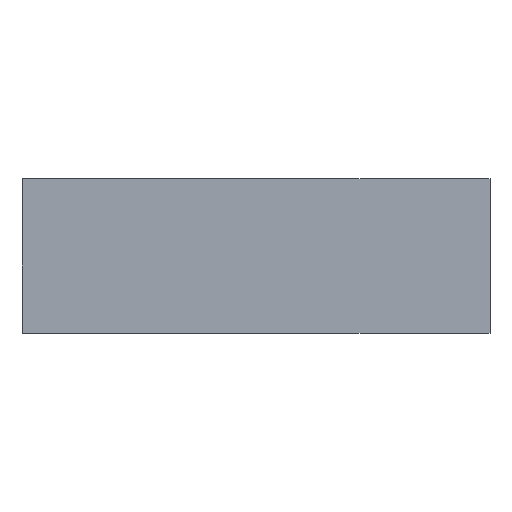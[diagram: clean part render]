
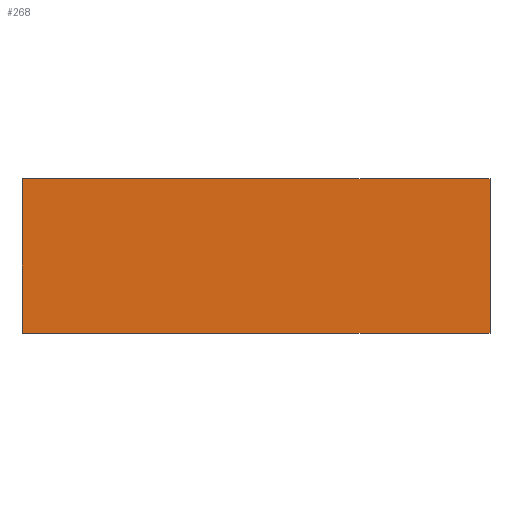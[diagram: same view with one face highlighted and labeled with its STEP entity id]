
A CAD part, top view. The second image highlights one B-rep face of the part: STEP entity #268.
In plain terms, the highlighted planar face has unit normal (0, 0, 1).
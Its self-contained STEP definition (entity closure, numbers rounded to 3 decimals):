
#77=DIRECTION('',(1.,0.,0.));
#78=VECTOR('',#77,206.);
#79=CARTESIAN_POINT('',(-103.,-34.,5.));
#80=LINE('',#79,#78);
#81=DIRECTION('',(0.,-1.,0.));
#82=VECTOR('',#81,68.);
#83=CARTESIAN_POINT('',(-103.,34.,5.));
#84=LINE('',#83,#82);
#85=DIRECTION('',(-1.,0.,0.));
#86=VECTOR('',#85,206.);
#87=CARTESIAN_POINT('',(103.,34.,5.));
#88=LINE('',#87,#86);
#89=DIRECTION('',(0.,1.,0.));
#90=VECTOR('',#89,68.);
#91=CARTESIAN_POINT('',(103.,-34.,5.));
#92=LINE('',#91,#90);
#105=CARTESIAN_POINT('',(-103.,-34.,5.));
#106=CARTESIAN_POINT('',(103.,-34.,5.));
#107=VERTEX_POINT('',#105);
#108=VERTEX_POINT('',#106);
#109=CARTESIAN_POINT('',(103.,34.,5.));
#110=VERTEX_POINT('',#109);
#111=CARTESIAN_POINT('',(-103.,34.,5.));
#112=VERTEX_POINT('',#111);
#256=CARTESIAN_POINT('',(0.,0.,5.));
#257=DIRECTION('',(0.,0.,1.));
#258=DIRECTION('',(1.,0.,0.));
#259=AXIS2_PLACEMENT_3D('',#256,#257,#258);
#260=PLANE('',#259);
#261=ORIENTED_EDGE('',*,*,#224,.F.);
#262=ORIENTED_EDGE('',*,*,#250,.F.);
#263=ORIENTED_EDGE('',*,*,#190,.F.);
#265=ORIENTED_EDGE('',*,*,#264,.F.);
#266=EDGE_LOOP('',(#261,#262,#263,#265));
#267=FACE_OUTER_BOUND('',#266,.F.);
#268=ADVANCED_FACE('',(#267),#260,.T.);
#190=EDGE_CURVE('',#110,#112,#88,.T.);
#224=EDGE_CURVE('',#107,#108,#80,.T.);
#250=EDGE_CURVE('',#112,#107,#84,.T.);
#264=EDGE_CURVE('',#108,#110,#92,.T.);
